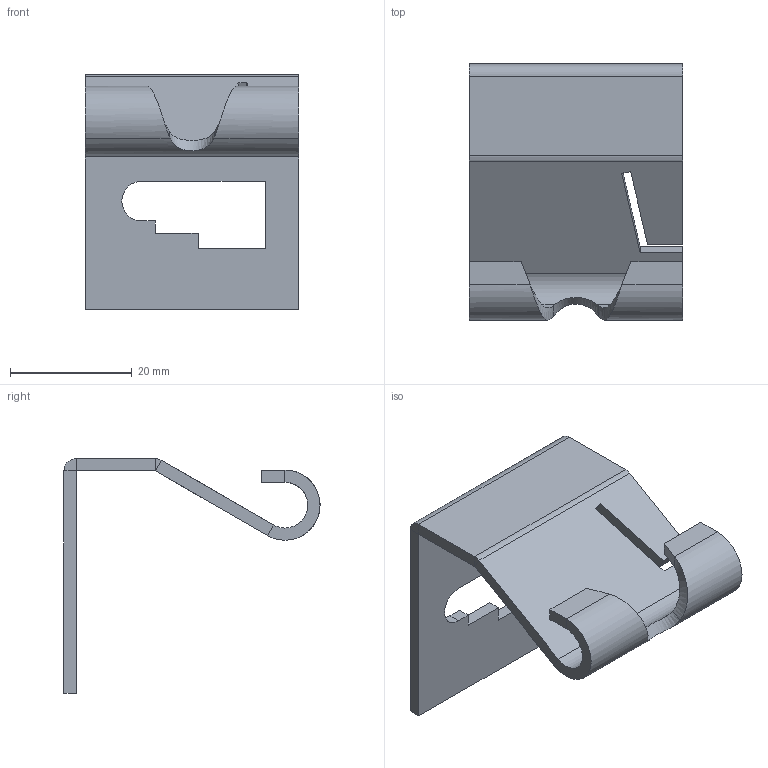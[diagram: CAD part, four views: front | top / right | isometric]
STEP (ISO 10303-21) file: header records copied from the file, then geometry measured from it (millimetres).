
FILE_DESCRIPTION (( 'STEP AP214' ), '1' );
FILE_NAME ('LC-HHK_3D.step', '2023-05-09T16:28:49', ( '' ), ( '' ), 'SwSTEP 2.0', 'SolidWorks 2022', '' );
FILE_SCHEMA (( 'AUTOMOTIVE_DESIGN' ));
Length unit declared in the file: millimetre
Products named in the file (1): LC-HHK_3D
Bounding box: 35 x 42.01 x 38.5 mm (x, y, z)
Volume: 5725 mm3; surface area: 6498.8 mm2
Topology: 1 solids, 1 shells, 54 faces, 128 edges, 76 vertices
Faces by surface type: plane 42, cylinder 9, bspline 3
Entity records: 1843 total; most frequent: CARTESIAN_POINT 599, ORIENTED_EDGE 256, DIRECTION 232, EDGE_CURVE 128, VECTOR 100, LINE 100, VERTEX_POINT 76, AXIS2_PLACEMENT_3D 66
